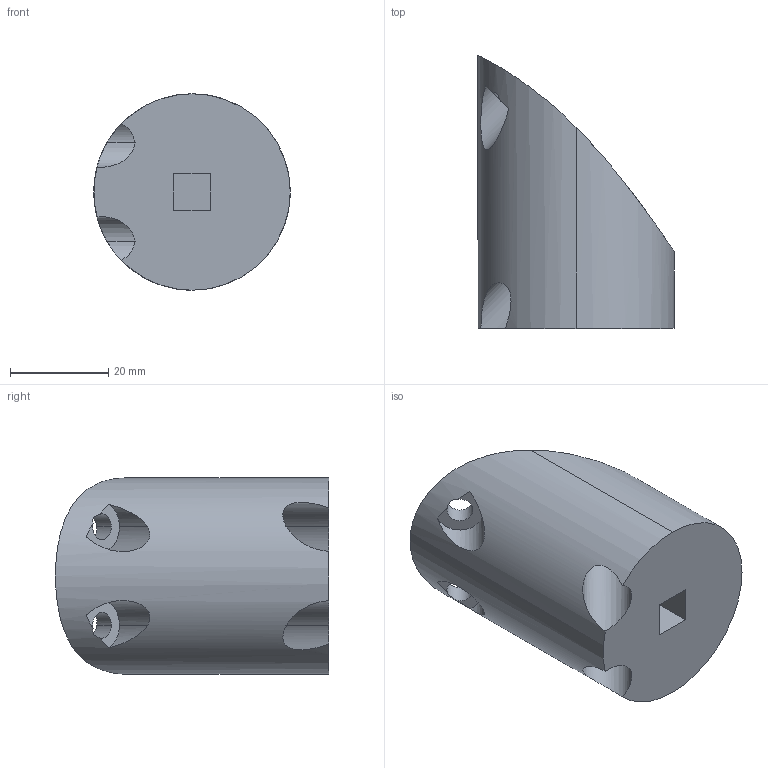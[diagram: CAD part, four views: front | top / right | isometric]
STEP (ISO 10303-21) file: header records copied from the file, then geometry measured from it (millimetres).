
FILE_DESCRIPTION(('CATIA V5 STEP Exchange'),'2;1');
FILE_NAME('pipe support2.stp','2019-12-29T11:48:25+00:00',('none'),('none'),'CATIA Version 5 Release 20 GA (IN-10)','CATIA V5 STEP AP203','none');
FILE_SCHEMA(('CONFIG_CONTROL_DESIGN'));
Length unit declared in the file: millimetre
Products named in the file (1): Pipe support1 version para render
Bounding box: 40 x 55.59 x 40 mm (x, y, z)
Volume: 39704.9 mm3; surface area: 10361.3 mm2
Topology: 1 solids, 1 shells, 30 faces, 92 edges, 65 vertices
Faces by surface type: cylinder 20, plane 10
Entity records: 1722 total; most frequent: CARTESIAN_POINT 926, ORIENTED_EDGE 184, DIRECTION 103, EDGE_CURVE 92, VERTEX_POINT 65, B_SPLINE_CURVE_WITH_KNOTS 49, AXIS2_PLACEMENT_3D 45, EDGE_LOOP 39
